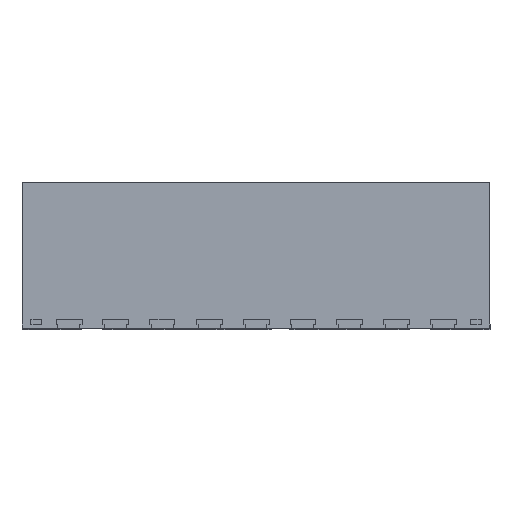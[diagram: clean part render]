
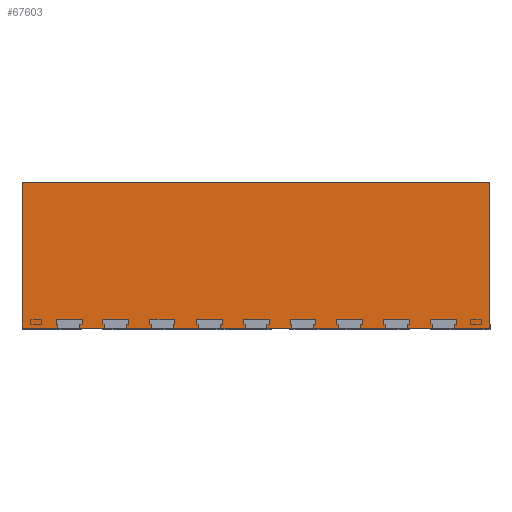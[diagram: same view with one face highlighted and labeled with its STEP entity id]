
A CAD part, left-side view. The second image highlights one B-rep face of the part: STEP entity #67603.
In plain terms, the highlighted planar face has unit normal (-1, 0, 0).
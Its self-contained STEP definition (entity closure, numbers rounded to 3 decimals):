
#67485=CARTESIAN_POINT('',(-5.5,4.5,1.71));
#67486=VERTEX_POINT('',#67485);
#67503=CARTESIAN_POINT('',(-5.5,4.5,-1.09));
#67504=VERTEX_POINT('',#67503);
#67511=CARTESIAN_POINT('',(-5.5,4.5,-1.09));
#67512=DIRECTION('',(0.0,0.0,1.0));
#67513=VECTOR('',#67512,2.8);
#67514=LINE('',#67511,#67513);
#67515=EDGE_CURVE('',#67504,#67486,#67514,.T.);
#67556=CARTESIAN_POINT('',(-5.5,-4.5,1.71));
#67557=VERTEX_POINT('',#67556);
#67564=CARTESIAN_POINT('',(-5.5,-4.5,-1.09));
#67565=VERTEX_POINT('',#67564);
#67566=CARTESIAN_POINT('',(-5.5,-4.5,-1.09));
#67567=DIRECTION('',(0.0,0.0,1.0));
#67568=VECTOR('',#67567,2.8);
#67569=LINE('',#67566,#67568);
#67570=EDGE_CURVE('',#67565,#67557,#67569,.T.);
#67582=CARTESIAN_POINT('',(-5.5,-4.5,-1.09));
#67583=DIRECTION('',(-1.0,0.0,0.0));
#67584=DIRECTION('',(0.0,0.0,1.0));
#67585=AXIS2_PLACEMENT_3D('',#67582,#67583,#67584);
#67586=PLANE('',#67585);
#67587=CARTESIAN_POINT('',(-5.5,-4.5,1.71));
#67588=DIRECTION('',(0.0,1.0,0.0));
#67589=VECTOR('',#67588,9.);
#67590=LINE('',#67587,#67589);
#67591=EDGE_CURVE('',#67557,#67486,#67590,.T.);
#67592=ORIENTED_EDGE('',*,*,#67591,.T.);
#67593=ORIENTED_EDGE('',*,*,#67515,.F.);
#67594=CARTESIAN_POINT('',(-5.5,4.5,-1.09));
#67595=DIRECTION('',(0.0,-1.0,0.0));
#67596=VECTOR('',#67595,9.);
#67597=LINE('',#67594,#67596);
#67598=EDGE_CURVE('',#67504,#67565,#67597,.T.);
#67599=ORIENTED_EDGE('',*,*,#67598,.T.);
#67600=ORIENTED_EDGE('',*,*,#67570,.T.);
#67601=EDGE_LOOP('',(#67592,#67593,#67599,#67600));
#67602=FACE_OUTER_BOUND('',#67601,.T.);
#67603=ADVANCED_FACE('',(#67602),#67586,.T.);
